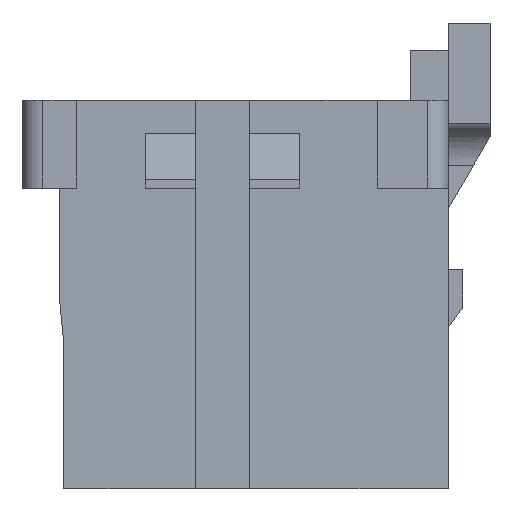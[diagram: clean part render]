
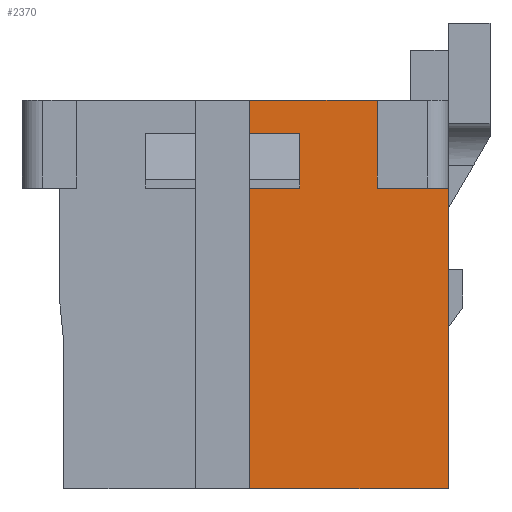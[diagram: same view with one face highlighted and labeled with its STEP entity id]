
A CAD part, left-side view. The second image highlights one B-rep face of the part: STEP entity #2370.
In plain terms, the highlighted planar face has unit normal (-1, 0, 0).
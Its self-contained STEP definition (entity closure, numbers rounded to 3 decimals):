
#2370 = ADVANCED_FACE( '', ( #4879 ), #4880, .F. );
#4879 = FACE_OUTER_BOUND( '', #7449, .T. );
#4880 = PLANE( '', #7450 );
#7449 = EDGE_LOOP( '', ( #14926, #14927, #14928, #14929, #14930, #14931, #14932, #14933, #14934, #14935 ) );
#7450 = AXIS2_PLACEMENT_3D( '', #14936, #14937, #14938 );
#14926 = ORIENTED_EDGE( '', *, *, #16707, .T. );
#14927 = ORIENTED_EDGE( '', *, *, #16333, .T. );
#14928 = ORIENTED_EDGE( '', *, *, #15835, .F. );
#14929 = ORIENTED_EDGE( '', *, *, #17298, .F. );
#14930 = ORIENTED_EDGE( '', *, *, #18595, .F. );
#14931 = ORIENTED_EDGE( '', *, *, #17554, .F. );
#14932 = ORIENTED_EDGE( '', *, *, #15878, .F. );
#14933 = ORIENTED_EDGE( '', *, *, #17874, .F. );
#14934 = ORIENTED_EDGE( '', *, *, #15831, .F. );
#14935 = ORIENTED_EDGE( '', *, *, #18071, .T. );
#14936 = CARTESIAN_POINT( '', ( -13.8, 0., 0. ) );
#14937 = DIRECTION( '', ( 1., 0., 0. ) );
#14938 = DIRECTION( '', ( 0., 0., -1. ) );
#15831 = EDGE_CURVE( '', #19171, #19173, #19174, .T. );
#15835 = EDGE_CURVE( '', #19179, #19181, #19182, .T. );
#15878 = EDGE_CURVE( '', #19251, #19252, #19253, .T. );
#16333 = EDGE_CURVE( '', #20041, #19181, #20042, .T. );
#16707 = EDGE_CURVE( '', #20649, #20041, #20650, .T. );
#17298 = EDGE_CURVE( '', #21548, #19179, #21550, .T. );
#17554 = EDGE_CURVE( '', #19252, #21905, #21910, .T. );
#17874 = EDGE_CURVE( '', #19173, #19251, #22335, .T. );
#18071 = EDGE_CURVE( '', #19171, #20649, #22576, .T. );
#18595 = EDGE_CURVE( '', #21905, #21548, #23155, .T. );
#19171 = VERTEX_POINT( '', #23955 );
#19173 = VERTEX_POINT( '', #23958 );
#19174 = LINE( '', #23959, #23960 );
#19179 = VERTEX_POINT( '', #23967 );
#19181 = VERTEX_POINT( '', #23970 );
#19182 = LINE( '', #23971, #23972 );
#19251 = VERTEX_POINT( '', #24074 );
#19252 = VERTEX_POINT( '', #24075 );
#19253 = LINE( '', #24076, #24077 );
#20041 = VERTEX_POINT( '', #25232 );
#20042 = LINE( '', #25233, #25234 );
#20649 = VERTEX_POINT( '', #26146 );
#20650 = LINE( '', #26147, #26148 );
#21548 = VERTEX_POINT( '', #27504 );
#21550 = LINE( '', #27507, #27508 );
#21905 = VERTEX_POINT( '', #28050 );
#21910 = LINE( '', #28057, #28058 );
#22335 = LINE( '', #28716, #28717 );
#22576 = LINE( '', #29092, #29093 );
#23155 = LINE( '', #29950, #29951 );
#23955 = CARTESIAN_POINT( '', ( -13.8, -0.35, 3.85 ) );
#23958 = CARTESIAN_POINT( '', ( -13.8, -0.35, 4.65 ) );
#23959 = CARTESIAN_POINT( '', ( -13.8, -0.35, -4.65 ) );
#23960 = VECTOR( '', #30282, 1000. );
#23967 = CARTESIAN_POINT( '', ( -13.8, -0.35, -4.65 ) );
#23970 = CARTESIAN_POINT( '', ( -13.8, -0.35, 2.55 ) );
#23971 = CARTESIAN_POINT( '', ( -13.8, -0.35, -4.65 ) );
#23972 = VECTOR( '', #30286, 1000. );
#24074 = CARTESIAN_POINT( '', ( -13.8, -3.4, 4.65 ) );
#24075 = CARTESIAN_POINT( '', ( -13.8, -3.4, 2.55 ) );
#24076 = CARTESIAN_POINT( '', ( -13.8, -3.4, 4.65 ) );
#24077 = VECTOR( '', #30320, 1000. );
#25232 = CARTESIAN_POINT( '', ( -13.8, -1.55, 2.55 ) );
#25233 = CARTESIAN_POINT( '', ( -13.8, -1.55, 2.55 ) );
#25234 = VECTOR( '', #30718, 1000. );
#26146 = CARTESIAN_POINT( '', ( -13.8, -1.55, 3.85 ) );
#26147 = CARTESIAN_POINT( '', ( -13.8, -1.55, 3.85 ) );
#26148 = VECTOR( '', #31033, 1000. );
#27504 = CARTESIAN_POINT( '', ( -13.8, -5.1, -4.65 ) );
#27507 = CARTESIAN_POINT( '', ( -13.8, -5.1, -4.65 ) );
#27508 = VECTOR( '', #31523, 1000. );
#28050 = CARTESIAN_POINT( '', ( -13.8, -5.1, 2.55 ) );
#28057 = CARTESIAN_POINT( '', ( -13.8, -3.4, 2.55 ) );
#28058 = VECTOR( '', #31728, 1000. );
#28716 = CARTESIAN_POINT( '', ( -13.8, 5.1, 4.65 ) );
#28717 = VECTOR( '', #31977, 1000. );
#29092 = CARTESIAN_POINT( '', ( -13.8, -0.35, 3.85 ) );
#29093 = VECTOR( '', #32121, 1000. );
#29950 = CARTESIAN_POINT( '', ( -13.8, -5.1, 4.65 ) );
#29951 = VECTOR( '', #32415, 1000. );
#30282 = DIRECTION( '', ( 0., 0., 1. ) );
#30286 = DIRECTION( '', ( 0., 0., 1. ) );
#30320 = DIRECTION( '', ( 0., 0., -1. ) );
#30718 = DIRECTION( '', ( 0., 1., 0. ) );
#31033 = DIRECTION( '', ( 0., 0., -1. ) );
#31523 = DIRECTION( '', ( 0., 1., 0. ) );
#31728 = DIRECTION( '', ( 0., -1., 0. ) );
#31977 = DIRECTION( '', ( 0., -1., 0. ) );
#32121 = DIRECTION( '', ( 0., -1., 0. ) );
#32415 = DIRECTION( '', ( 0., 0., -1. ) );
